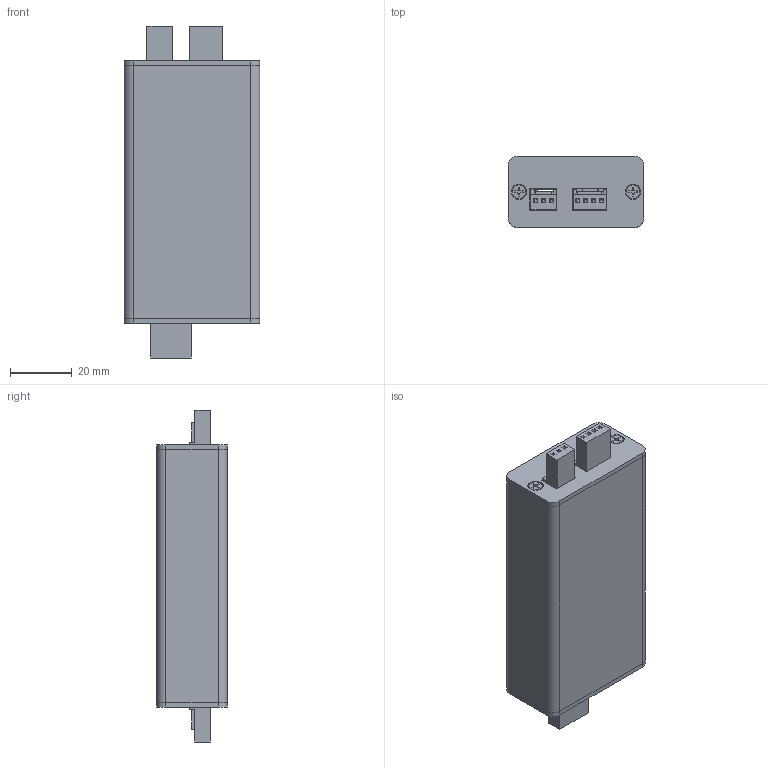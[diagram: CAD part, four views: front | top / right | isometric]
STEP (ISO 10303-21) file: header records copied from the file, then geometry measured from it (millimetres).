
FILE_DESCRIPTION (( 'STEP AP203' ), '1' );
FILE_NAME ('Box2.STEP', '2018-05-04T09:04:29', ( 'xiaoni' ), ( '' ), 'SwSTEP 2.0', 'SolidWorks 2015', '' );
FILE_SCHEMA (( 'CONFIG_CONTROL_DESIGN' ));
Length unit declared in the file: millimetre
Products named in the file (31): cover4; cross recessed countersunk head screws gb1; 3pinfemale; power connect; cross recessed countersunk head screws gb1_GB_CROSS_SCREWS_TYPE4 M2.5X6-4.5  H type-N; 4pinfemale; 44X23; Box2; 5pinfemale; cover3; PCB; smallPCB; 5pin; 4pin; 3pin
Assembly tree (17 placements, depth 3):
  cross recessed countersunk head screws gb1
  power connect
  cross recessed countersunk head screws gb1
  3pinfemale
  Box2
    44X23
    cover3
    PCB
      PCB
      5pin
      4pin
      3pin
      power connect
      3pinfemale
      4pinfemale
      5pinfemale
      smallPCB
    cover4
    cross recessed countersunk head screws gb1_GB_CROSS_SCREWS_TYPE4 M2.5X6-4.5  H type-N  x4
Bounding box: 44 x 23 x 107.6 mm (x, y, z)
Volume: 31062.2 mm3; surface area: 45090.8 mm2
Topology: 16 solids, 16 shells, 1115 faces, 2822 edges, 1870 vertices
Faces by surface type: plane 1009, cylinder 88, cone 16, sphere 2
Entity records: 33678 total; most frequent: CARTESIAN_POINT 5440, ORIENTED_EDGE 5262, DIRECTION 4893, EDGE_CURVE 2631, VECTOR 2493, LINE 2493, VERTEX_POINT 1747, EDGE_LOOP 1216
